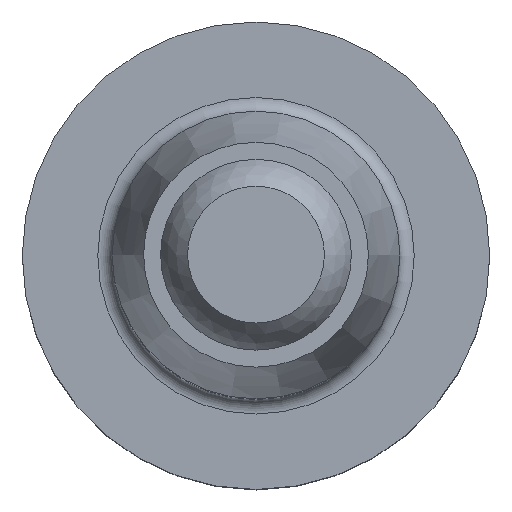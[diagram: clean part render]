
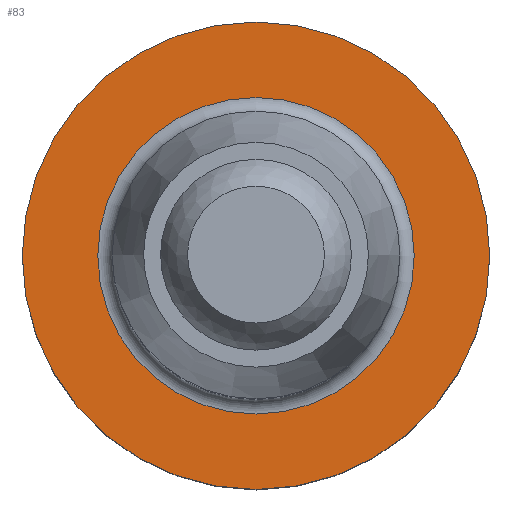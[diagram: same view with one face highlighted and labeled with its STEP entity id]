
A CAD part, top view. The second image highlights one B-rep face of the part: STEP entity #83.
In plain terms, the highlighted planar face has unit normal (0, 0, 1).
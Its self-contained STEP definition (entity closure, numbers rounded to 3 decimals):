
#83 = ADVANCED_FACE( '', ( #113, #114 ), #115, .F. );
#113 = FACE_BOUND( '', #156, .T. );
#114 = FACE_OUTER_BOUND( '', #157, .T. );
#115 = PLANE( '', #158 );
#156 = EDGE_LOOP( '', ( #226 ) );
#157 = EDGE_LOOP( '', ( #227 ) );
#158 = AXIS2_PLACEMENT_3D( '', #228, #229, #230 );
#226 = ORIENTED_EDGE( '', *, *, #287, .T. );
#227 = ORIENTED_EDGE( '', *, *, #302, .F. );
#228 = CARTESIAN_POINT( '', ( 0., 0., 0. ) );
#229 = DIRECTION( '', ( 0., 0., -1. ) );
#230 = DIRECTION( '', ( -1., 0., 0. ) );
#287 = EDGE_CURVE( '', #317, #317, #318, .T. );
#302 = EDGE_CURVE( '', #345, #345, #346, .T. );
#317 = VERTEX_POINT( '', #365 );
#318 = CIRCLE( '', #366, 4.4 );
#345 = VERTEX_POINT( '', #404 );
#346 = CIRCLE( '', #405, 6.5 );
#365 = CARTESIAN_POINT( '', ( -4.4, 0., 0. ) );
#366 = AXIS2_PLACEMENT_3D( '', #434, #435, #436 );
#404 = CARTESIAN_POINT( '', ( 6.5, 0., 0. ) );
#405 = AXIS2_PLACEMENT_3D( '', #457, #458, #459 );
#434 = CARTESIAN_POINT( '', ( 0., 0., 0. ) );
#435 = DIRECTION( '', ( 0., 0., -1. ) );
#436 = DIRECTION( '', ( -1., 0., 0. ) );
#457 = CARTESIAN_POINT( '', ( 0., 0., 0. ) );
#458 = DIRECTION( '', ( 0., 0., -1. ) );
#459 = DIRECTION( '', ( 1., 0., 0. ) );
